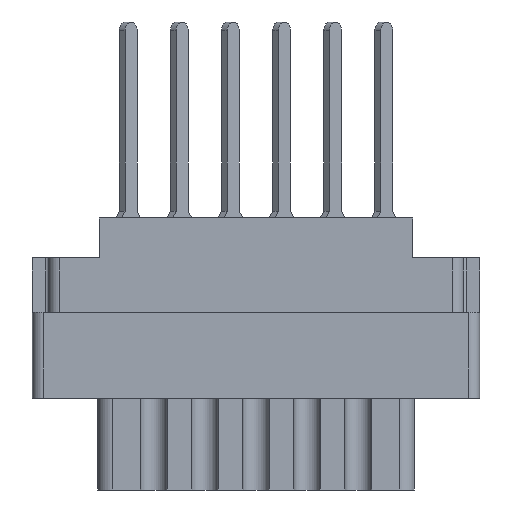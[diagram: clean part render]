
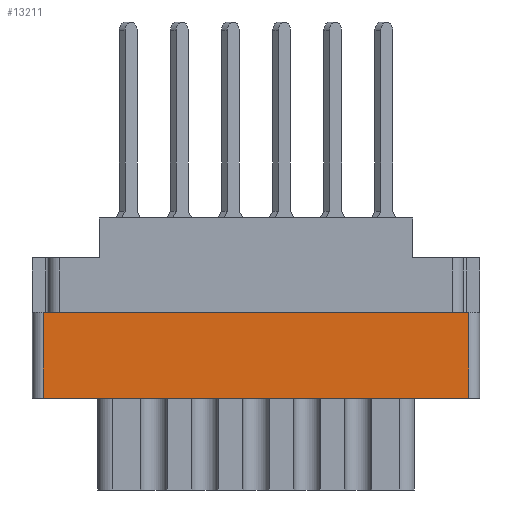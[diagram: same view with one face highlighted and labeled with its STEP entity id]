
A CAD part, front view. The second image highlights one B-rep face of the part: STEP entity #13211.
In plain terms, the highlighted planar face has unit normal (0, -1, 0).
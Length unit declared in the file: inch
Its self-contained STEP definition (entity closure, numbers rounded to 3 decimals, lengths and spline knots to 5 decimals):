
#57 = EDGE_CURVE ( 'NONE', #4476, #179, #17685, .T. ) ;
#179 = VERTEX_POINT ( 'NONE', #12143 ) ;
#1226 = DIRECTION ( 'NONE',  ( -1., 0., 0. ) ) ;
#1369 = LINE ( 'NONE', #6903, #1910 ) ;
#1910 = VECTOR ( 'NONE', #11476, 39.37008 ) ;
#2462 = EDGE_CURVE ( 'NONE', #5382, #179, #11790, .T. ) ;
#4476 = VERTEX_POINT ( 'NONE', #5500 ) ;
#4913 = VERTEX_POINT ( 'NONE', #15263 ) ;
#5345 = AXIS2_PLACEMENT_3D ( 'NONE', #6955, #7054, #14223 ) ;
#5382 = VERTEX_POINT ( 'NONE', #8251 ) ;
#5500 = CARTESIAN_POINT ( 'NONE',  ( 0.624, -0.343, -0.529 ) ) ;
#5972 = DIRECTION ( 'NONE',  ( 1., 0., 0. ) ) ;
#6076 = ORIENTED_EDGE ( 'NONE', *, *, #11120, .F. ) ;
#6659 = VECTOR ( 'NONE', #7490, 39.37008 ) ;
#6903 = CARTESIAN_POINT ( 'NONE',  ( -0.624, -0.343, -0.798 ) ) ;
#6955 = CARTESIAN_POINT ( 'NONE',  ( -0.624, -0.343, -0.798 ) ) ;
#7054 = DIRECTION ( 'NONE',  ( 0., -1., 0. ) ) ;
#7490 = DIRECTION ( 'NONE',  ( 0., 0., 1. ) ) ;
#8251 = CARTESIAN_POINT ( 'NONE',  ( -0.624, -0.343, -0.277 ) ) ;
#8617 = ORIENTED_EDGE ( 'NONE', *, *, #15597, .F. ) ;
#11120 = EDGE_CURVE ( 'NONE', #4913, #5382, #1369, .T. ) ;
#11476 = DIRECTION ( 'NONE',  ( 0., 0., 1. ) ) ;
#11790 = LINE ( 'NONE', #13240, #18780 ) ;
#12143 = CARTESIAN_POINT ( 'NONE',  ( 0.624, -0.343, -0.277 ) ) ;
#12968 = LINE ( 'NONE', #18497, #16011 ) ;
#13211 = ADVANCED_FACE ( 'NONE', ( #15702 ), #14324, .T. ) ;
#13240 = CARTESIAN_POINT ( 'NONE',  ( -0.656, -0.343, -0.277 ) ) ;
#13497 = CARTESIAN_POINT ( 'NONE',  ( 0.624, -0.343, -0.798 ) ) ;
#14223 = DIRECTION ( 'NONE',  ( 0., 0., -1. ) ) ;
#14324 = PLANE ( 'NONE',  #5345 ) ;
#14748 = ORIENTED_EDGE ( 'NONE', *, *, #57, .T. ) ;
#15263 = CARTESIAN_POINT ( 'NONE',  ( -0.624, -0.343, -0.529 ) ) ;
#15597 = EDGE_CURVE ( 'NONE', #4476, #4913, #12968, .T. ) ;
#15702 = FACE_OUTER_BOUND ( 'NONE', #18460, .T. ) ;
#16011 = VECTOR ( 'NONE', #1226, 39.37008 ) ;
#17685 = LINE ( 'NONE', #13497, #6659 ) ;
#18046 = ORIENTED_EDGE ( 'NONE', *, *, #2462, .F. ) ;
#18460 = EDGE_LOOP ( 'NONE', ( #6076, #8617, #14748, #18046 ) ) ;
#18497 = CARTESIAN_POINT ( 'NONE',  ( 0.624, -0.343, -0.529 ) ) ;
#18780 = VECTOR ( 'NONE', #5972, 39.37008 ) ;
